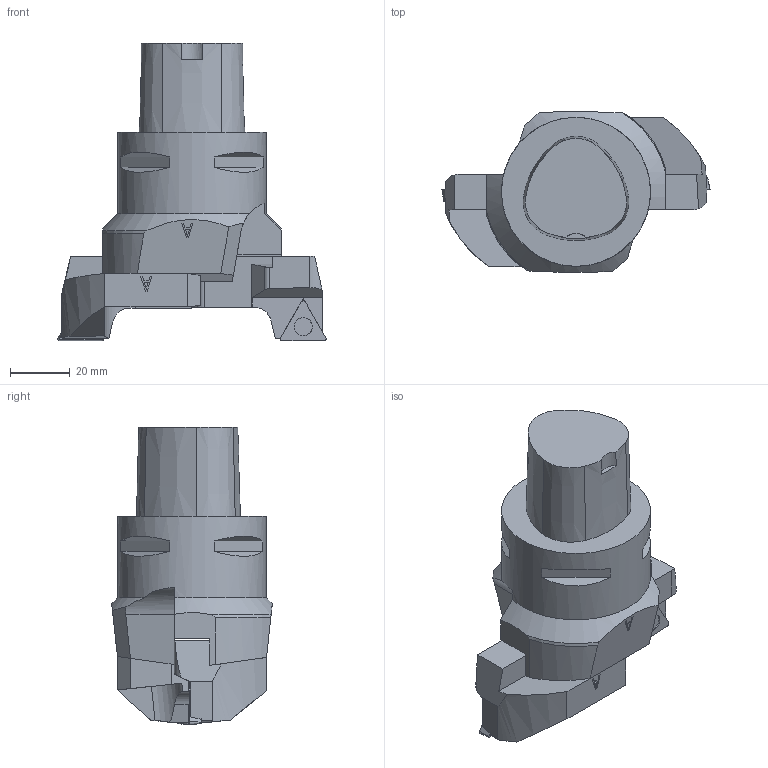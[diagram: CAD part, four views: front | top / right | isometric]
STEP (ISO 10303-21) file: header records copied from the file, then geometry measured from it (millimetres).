
FILE_DESCRIPTION(/* description */ (''),/* implementation_level */ '2;1');
FILE_NAME(/* name */ '1548236854230.stp',/* time_stamp */ '2019-01-23T10:47:51+01:00',/* author */ (''),/* organization */ ('SMS'),/* preprocessor_version */ 'ST-DEVELOPER v15',/* originating_system */ 'SIEMENS PLM Software NX 8.5',/* authorisation */ '');
FILE_SCHEMA (('AUTOMOTIVE_DESIGN { 1 0 10303 214 3 1 1 1 }'));
Length unit declared in the file: millimetre
Products named in the file (10): ASSEMBLY_CONSTRUCTION; 202024927mod000_00; IsoTurningInsert; 202024812mod000_00; 200953369mod000_01; 202024968mod000_00; 202024951mod000_00; 202028152mod000_00
Assembly tree (10 placements, depth 3):
  202028152mod000_00
    202024951mod000_00
      202024812mod000_00
      IsoTurningInsert
      ASSEMBLY_CONSTRUCTION
    202024968mod000_00
      202024927mod000_00
      IsoTurningInsert
      ASSEMBLY_CONSTRUCTION
    200953369mod000_01
    ASSEMBLY_CONSTRUCTION
Bounding box: 89.98 x 53.91 x 100 mm (x, y, z)
Volume: 153613.5 mm3; surface area: 27914.5 mm2
Topology: 5 solids, 5 shells, 207 faces, 538 edges, 376 vertices
Faces by surface type: plane 139, cylinder 24, cone 20, extrusion 16, torus 8
Full cylindrical faces by diameter (mm): 4.4 x4, 50 x1
Entity records: 6765 total; most frequent: CARTESIAN_POINT 1773, ORIENTED_EDGE 974, DIRECTION 898, EDGE_CURVE 487, VERTEX_POINT 330, AXIS2_PLACEMENT_3D 301, VECTOR 296, LINE 280
